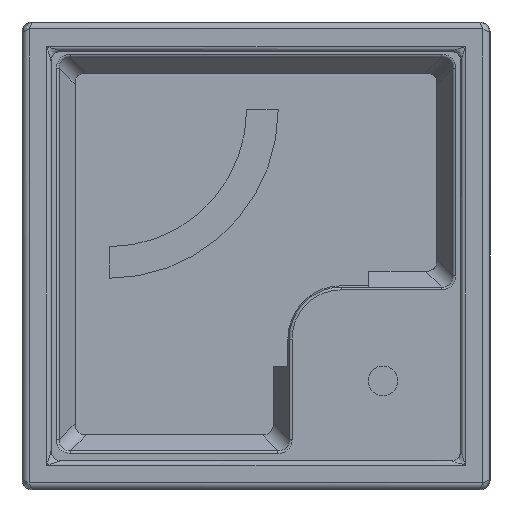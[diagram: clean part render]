
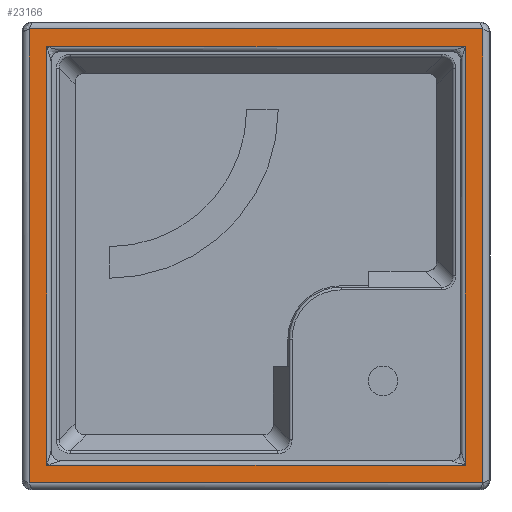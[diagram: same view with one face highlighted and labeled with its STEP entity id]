
A CAD part, top view. The second image highlights one B-rep face of the part: STEP entity #23166.
In plain terms, the highlighted planar face has unit normal (0, 0, 1).
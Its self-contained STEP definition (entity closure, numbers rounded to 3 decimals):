
#165=FACE_BOUND('',#1961,.T.);
#821=FACE_OUTER_BOUND('',#1960,.T.);
#1960=EDGE_LOOP('',(#15291,#15292,#15293,#15294));
#1961=EDGE_LOOP('',(#15295,#15296,#15297,#15298));
#3474=LINE('',#33180,#6398);
#3475=LINE('',#33272,#6399);
#3476=LINE('',#34693,#6400);
#3477=LINE('',#34906,#6401);
#3478=LINE('',#36206,#6402);
#3479=LINE('',#36208,#6403);
#3480=LINE('',#36210,#6404);
#3481=LINE('',#36211,#6405);
#6398=VECTOR('',#26645,69.846);
#6399=VECTOR('',#26650,69.846);
#6400=VECTOR('',#26653,69.846);
#6401=VECTOR('',#26658,69.846);
#6402=VECTOR('',#26661,64.412);
#6403=VECTOR('',#26662,64.412);
#6404=VECTOR('',#26663,64.412);
#6405=VECTOR('',#26664,64.412);
#9313=VERTEX_POINT('',#33056);
#9314=VERTEX_POINT('',#33118);
#9315=VERTEX_POINT('',#33271);
#9316=VERTEX_POINT('',#34692);
#9317=VERTEX_POINT('',#36204);
#9318=VERTEX_POINT('',#36205);
#9319=VERTEX_POINT('',#36207);
#9320=VERTEX_POINT('',#36209);
#11647=EDGE_CURVE('',#9314,#9313,#3474,.T.);
#11649=EDGE_CURVE('',#9313,#9315,#3475,.T.);
#11652=EDGE_CURVE('',#9315,#9316,#3476,.T.);
#11656=EDGE_CURVE('',#9316,#9314,#3477,.T.);
#11657=EDGE_CURVE('',#9317,#9318,#3478,.T.);
#11658=EDGE_CURVE('',#9317,#9319,#3479,.T.);
#11659=EDGE_CURVE('',#9319,#9320,#3480,.T.);
#11660=EDGE_CURVE('',#9318,#9320,#3481,.T.);
#15291=ORIENTED_EDGE('',*,*,#11649,.F.);
#15292=ORIENTED_EDGE('',*,*,#11647,.F.);
#15293=ORIENTED_EDGE('',*,*,#11656,.F.);
#15294=ORIENTED_EDGE('',*,*,#11652,.F.);
#15295=ORIENTED_EDGE('',*,*,#11657,.F.);
#15296=ORIENTED_EDGE('',*,*,#11658,.T.);
#15297=ORIENTED_EDGE('',*,*,#11659,.T.);
#15298=ORIENTED_EDGE('',*,*,#11660,.F.);
#21042=PLANE('',#24437);
#23166=ADVANCED_FACE('',(#821,#165),#21042,.T.);
#24437=AXIS2_PLACEMENT_3D('',#36203,#26659,#26660);
#26645=DIRECTION('',(0.,1.,0.));
#26650=DIRECTION('',(1.,0.,0.));
#26653=DIRECTION('',(0.,-1.,0.));
#26658=DIRECTION('',(-1.,0.,0.));
#26659=DIRECTION('center_axis',(0.,0.,1.));
#26660=DIRECTION('ref_axis',(-1.,0.,0.));
#26661=DIRECTION('',(0.,1.,0.));
#26662=DIRECTION('',(-1.,0.,0.));
#26663=DIRECTION('',(0.,1.,0.));
#26664=DIRECTION('',(-1.,0.,0.));
#33056=CARTESIAN_POINT('',(-34.923,34.923,3.6));
#33118=CARTESIAN_POINT('',(-34.923,-34.923,3.6));
#33180=CARTESIAN_POINT('',(-34.923,-34.923,3.6));
#33271=CARTESIAN_POINT('',(34.923,34.923,3.6));
#33272=CARTESIAN_POINT('',(-34.923,34.923,3.6));
#34692=CARTESIAN_POINT('',(34.923,-34.923,3.6));
#34693=CARTESIAN_POINT('',(34.923,34.923,3.6));
#34906=CARTESIAN_POINT('',(34.923,-34.923,3.6));
#36203=CARTESIAN_POINT('Origin',(-31.506,36.,3.6));
#36204=CARTESIAN_POINT('',(32.206,-32.206,3.6));
#36205=CARTESIAN_POINT('',(32.206,32.206,3.6));
#36206=CARTESIAN_POINT('',(32.206,-32.206,3.6));
#36207=CARTESIAN_POINT('',(-32.206,-32.206,3.6));
#36208=CARTESIAN_POINT('',(32.206,-32.206,3.6));
#36209=CARTESIAN_POINT('',(-32.206,32.206,3.6));
#36210=CARTESIAN_POINT('',(-32.206,-32.206,3.6));
#36211=CARTESIAN_POINT('',(32.206,32.206,3.6));
